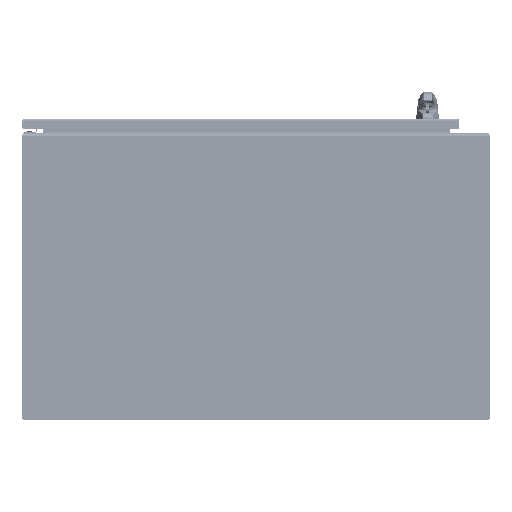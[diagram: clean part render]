
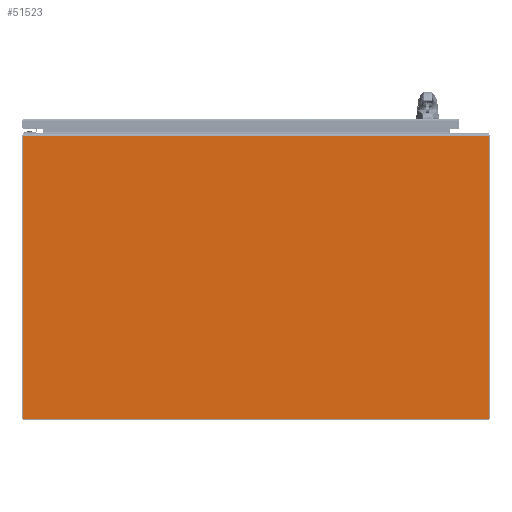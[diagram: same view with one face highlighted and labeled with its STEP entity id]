
A CAD part, front view. The second image highlights one B-rep face of the part: STEP entity #51523.
In plain terms, the highlighted face is planar.
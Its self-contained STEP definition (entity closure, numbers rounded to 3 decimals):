
#3273=PLANE('',#56175);
#4536=FACE_OUTER_BOUND('',#7724,.T.);
#7724=EDGE_LOOP('',(#34636,#34637,#34638,#34639));
#11206=LINE('',#78380,#14861);
#11263=LINE('',#78519,#14918);
#11267=LINE('',#78528,#14922);
#11269=LINE('',#78532,#14924);
#14861=VECTOR('',#62569,0.394);
#14918=VECTOR('',#62704,0.394);
#14922=VECTOR('',#62714,0.394);
#14924=VECTOR('',#62720,0.394);
#21452=VERTEX_POINT('',#78377);
#21453=VERTEX_POINT('',#78379);
#21495=VERTEX_POINT('',#78516);
#21496=VERTEX_POINT('',#78518);
#26413=EDGE_CURVE('',#21452,#21453,#11206,.T.);
#26484=EDGE_CURVE('',#21495,#21496,#11263,.T.);
#26489=EDGE_CURVE('',#21495,#21453,#11267,.T.);
#26491=EDGE_CURVE('',#21496,#21452,#11269,.T.);
#34636=ORIENTED_EDGE('',*,*,#26489,.T.);
#34637=ORIENTED_EDGE('',*,*,#26413,.F.);
#34638=ORIENTED_EDGE('',*,*,#26491,.F.);
#34639=ORIENTED_EDGE('',*,*,#26484,.F.);
#51523=ADVANCED_FACE('',(#4536),#3273,.F.);
#56175=AXIS2_PLACEMENT_3D('',#78533,#62721,#62722);
#62569=DIRECTION('',(0.,1.,0.));
#62704=DIRECTION('',(0.,-1.,0.));
#62714=DIRECTION('',(1.,0.,0.));
#62720=DIRECTION('',(1.,0.,0.));
#62721=DIRECTION('center_axis',(0.,0.,1.));
#62722=DIRECTION('ref_axis',(1.,0.,0.));
#78377=CARTESIAN_POINT('',(39.167,0.,0.));
#78379=CARTESIAN_POINT('',(39.167,23.776,0.));
#78380=CARTESIAN_POINT('',(39.167,0.,0.));
#78516=CARTESIAN_POINT('',(0.,23.776,0.));
#78518=CARTESIAN_POINT('',(0.,0.,0.));
#78519=CARTESIAN_POINT('',(0.,23.917,0.));
#78528=CARTESIAN_POINT('',(9.792,23.776,0.));
#78532=CARTESIAN_POINT('',(0.,0.,0.));
#78533=CARTESIAN_POINT('Origin',(19.584,11.959,0.));
